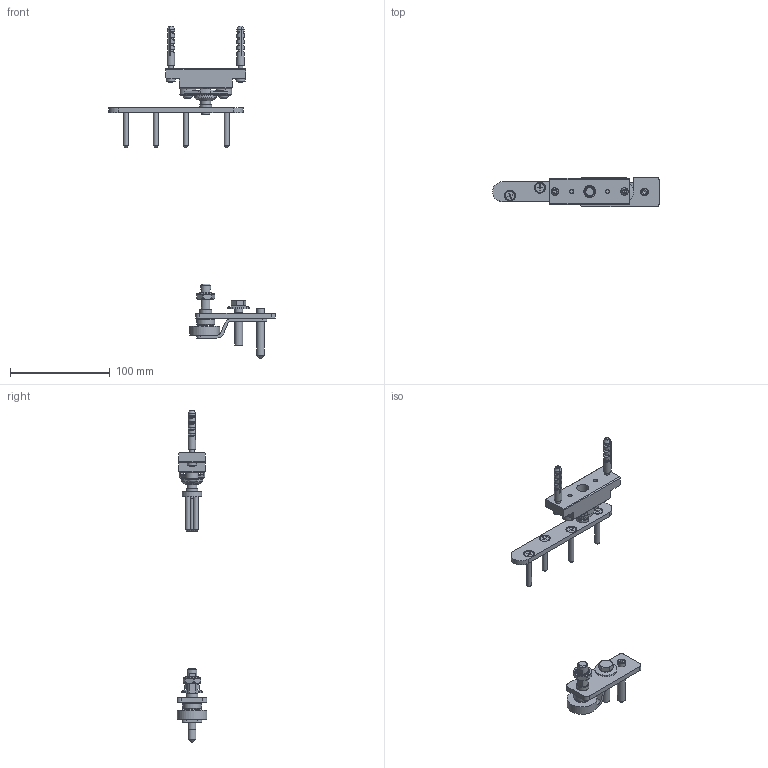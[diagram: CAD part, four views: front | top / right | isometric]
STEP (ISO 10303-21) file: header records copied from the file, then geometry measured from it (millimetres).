
FILE_DESCRIPTION(/* description */ ('Points Fixes haut et bas'),/* implementation_level */ '2;1');
FILE_NAME(/* name */ '1101PFHB.stp',/* time_stamp */ '2019-08-05T11:07:48+02:00',/* author */ ('DOMINIQUE'),/* organization */ (''),/* preprocessor_version */ 'ST-DEVELOPER v17.2',/* originating_system */ 'Autodesk Inventor 2019',/* authorisation */ '');
FILE_SCHEMA (('AUTOMOTIVE_DESIGN { 1 0 10303 214 3 1 1 }'));
Products named in the file (21): 1101PFHB; 24243; 24245; 24247; 19738; 14086; 24246; 09343; 06029; 04823; 04822; 24248; 09344; 24239; 21795-9; 24250; 09143; 04031; 05013; 24242; 06117
Assembly tree (26 placements, depth 3):
  1101PFHB
    24243
      24245
      24247
      19738
      14086
      24246
      09343
      06029
      04823
      04822
      24248
      09344
    24239
    21795-9
    24250
    09143  x2
    04031  x2
    05013  x2
    24242
    06117  x4
Bounding box: 167.5 x 30 x 333.17 mm (x, y, z)
Volume: 91370.5 mm3; surface area: 49774.7 mm2
Topology: 25 solids, 25 shells, 1290 faces, 3754 edges, 2523 vertices
Faces by surface type: cylinder 770, plane 343, cone 121, torus 49, bspline 4, sphere 3
Full cylindrical faces by diameter (mm): 4.134 x2, 4.509 x4, 4.8 x2, 5 x42, 5.476 x2, 5.5 x4, 6 x1, 6.647 x3, 7.476 x2, 7.9 x1, 8 x5, 8.2 x1, 8.376 x1, 9.3 x4, 9.5 x2, 10 x5, 10.1 x1, 11.63 x1, 12 x3, 12.1 x1, 13 x1, 14.25 x2, 15.24 x1, 18 x3, 19 x1, 22 x2, 30 x1
Entity records: 46628 total; most frequent: CARTESIAN_POINT 20403, ORIENTED_EDGE 6230, DIRECTION 4187, EDGE_CURVE 3115, VERTEX_POINT 2095, AXIS2_PLACEMENT_3D 1831, B_SPLINE_CURVE_WITH_KNOTS 1803, EDGE_LOOP 1138
